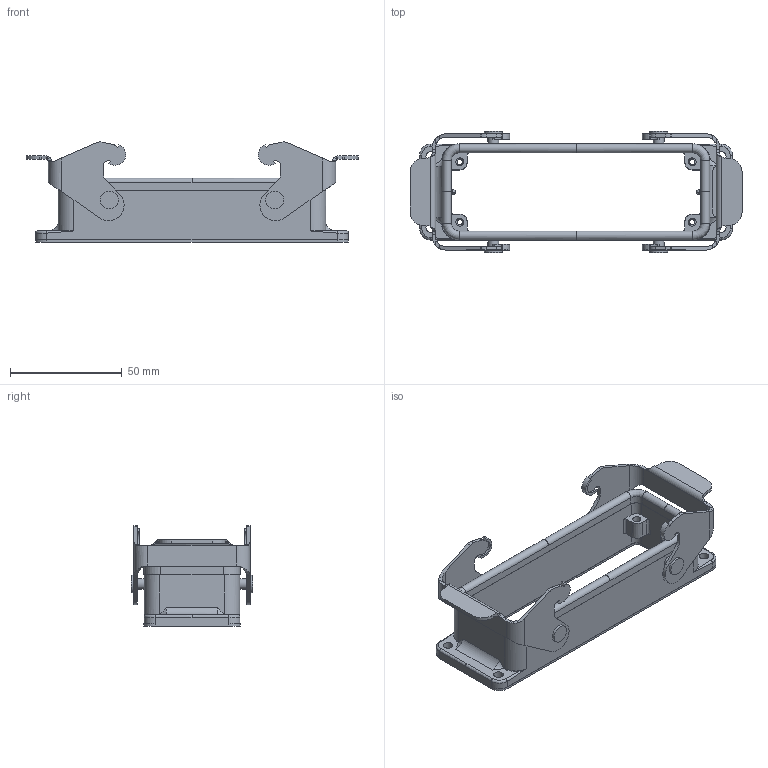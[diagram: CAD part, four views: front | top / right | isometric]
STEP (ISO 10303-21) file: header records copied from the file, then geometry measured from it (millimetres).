
FILE_DESCRIPTION(/* description */ (''),/* implementation_level */ '2;1');
FILE_NAME(/* name */ 'c3d_c146 10f024 000 1.stp',/* time_stamp */ '2018-04-13T11:37:15+02:00',/* author */ (''),/* organization */ (''),/* preprocessor_version */ 'ST-DEVELOPER v16',/* originating_system */ 'SIEMENS PLM Software NX 11.0',/* authorisation */ '');
FILE_SCHEMA (('AP203_CONFIGURATION_CONTROLLED_3D_DESIGN_OF_MECHANICAL_PARTS_AND_ASSEMBLIES_MIM_LF { 1 0 10303 403 2 1 2}'));
Length unit declared in the file: millimetre
Products named in the file (1): c146 10f024 000 1nxm001-01
Bounding box: 148.6 x 54.2 x 44.79 mm (x, y, z)
Volume: 45952.7 mm3; surface area: 33004.5 mm2
Topology: 1 solids, 5 shells, 607 faces, 1613 edges, 1042 vertices
Faces by surface type: plane 261, bspline 194, cylinder 140, cone 8, revolution 4
Full cylindrical faces by diameter (mm): 2.5 x4, 4.3 x4, 4.5 x4, 4.8 x8, 8 x4
Entity records: 23733 total; most frequent: CARTESIAN_POINT 6602, ORIENTED_EDGE 3108, DIRECTION 2510, EDGE_CURVE 1554, VERTEX_POINT 1025, AXIS2_PLACEMENT_3D 846, LINE 814, VECTOR 814
